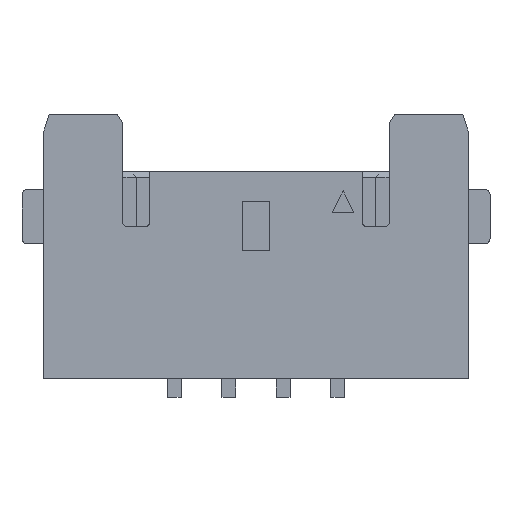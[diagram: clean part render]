
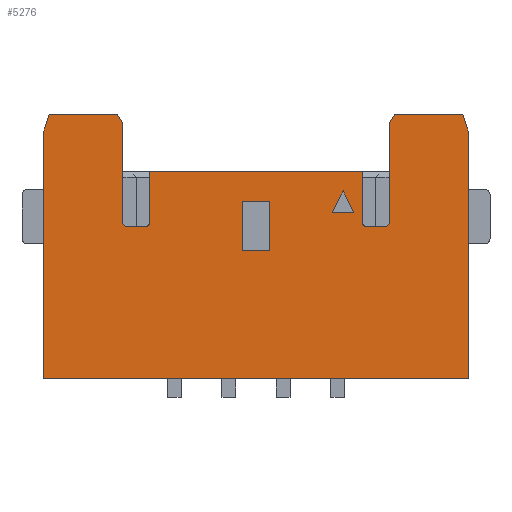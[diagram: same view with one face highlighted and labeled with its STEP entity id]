
A CAD part, top view. The second image highlights one B-rep face of the part: STEP entity #5276.
In plain terms, the highlighted planar face has unit normal (0, 0, 1).
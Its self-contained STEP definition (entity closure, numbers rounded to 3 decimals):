
#1475=CARTESIAN_POINT('',(-3.87,1.13,0.73));
#1476=DIRECTION('',(0.,0.,1.));
#1477=DIRECTION('',(-1.,0.,0.));
#1478=AXIS2_PLACEMENT_3D('',#1475,#1476,#1477);
#1480=DIRECTION('',(1.,0.,0.));
#1481=VECTOR('',#1480,0.34);
#1482=CARTESIAN_POINT('',(-3.87,1.05,0.73));
#1483=LINE('',#1482,#1481);
#1484=CARTESIAN_POINT('',(-3.53,1.13,0.73));
#1485=DIRECTION('',(0.,0.,1.));
#1486=DIRECTION('',(0.,-1.,0.));
#1487=AXIS2_PLACEMENT_3D('',#1484,#1485,#1486);
#1489=DIRECTION('',(0.,1.,0.));
#1490=VECTOR('',#1489,0.92);
#1491=CARTESIAN_POINT('',(-3.45,1.13,0.73));
#1492=LINE('',#1491,#1490);
#1493=DIRECTION('',(-1.,0.,0.));
#1494=VECTOR('',#1493,3.9);
#1495=CARTESIAN_POINT('',(0.45,2.05,0.73));
#1496=LINE('',#1495,#1494);
#1497=DIRECTION('',(0.,-1.,0.));
#1498=VECTOR('',#1497,0.92);
#1499=CARTESIAN_POINT('',(0.45,2.05,0.73));
#1500=LINE('',#1499,#1498);
#1501=CARTESIAN_POINT('',(0.53,1.13,0.73));
#1502=DIRECTION('',(0.,0.,1.));
#1503=DIRECTION('',(-1.,0.,0.));
#1504=AXIS2_PLACEMENT_3D('',#1501,#1502,#1503);
#1506=DIRECTION('',(1.,0.,0.));
#1507=VECTOR('',#1506,0.34);
#1508=CARTESIAN_POINT('',(0.53,1.05,0.73));
#1509=LINE('',#1508,#1507);
#1510=CARTESIAN_POINT('',(0.87,1.13,0.73));
#1511=DIRECTION('',(0.,0.,1.));
#1512=DIRECTION('',(0.,-1.,0.));
#1513=AXIS2_PLACEMENT_3D('',#1510,#1511,#1512);
#1515=DIRECTION('',(-0.555,-0.832,0.));
#1516=VECTOR('',#1515,0.18);
#1517=CARTESIAN_POINT('',(1.05,3.1,0.73));
#1518=LINE('',#1517,#1516);
#1519=DIRECTION('',(-1.,0.,0.));
#1520=VECTOR('',#1519,1.25);
#1521=CARTESIAN_POINT('',(2.3,3.1,0.73));
#1522=LINE('',#1521,#1520);
#1523=DIRECTION('',(-0.316,0.949,0.));
#1524=VECTOR('',#1523,0.316);
#1525=CARTESIAN_POINT('',(2.4,2.8,0.73));
#1526=LINE('',#1525,#1524);
#1527=DIRECTION('',(0.,1.,0.));
#1528=VECTOR('',#1527,4.55);
#1529=CARTESIAN_POINT('',(2.4,-1.75,0.73));
#1530=LINE('',#1529,#1528);
#1531=DIRECTION('',(1.,0.,0.));
#1532=VECTOR('',#1531,7.8);
#1533=CARTESIAN_POINT('',(-5.4,-1.75,0.73));
#1534=LINE('',#1533,#1532);
#1535=DIRECTION('',(0.,-1.,0.));
#1536=VECTOR('',#1535,4.55);
#1537=CARTESIAN_POINT('',(-5.4,2.8,0.73));
#1538=LINE('',#1537,#1536);
#1539=DIRECTION('',(-0.316,-0.949,0.));
#1540=VECTOR('',#1539,0.316);
#1541=CARTESIAN_POINT('',(-5.3,3.1,0.73));
#1542=LINE('',#1541,#1540);
#1543=DIRECTION('',(-1.,0.,0.));
#1544=VECTOR('',#1543,1.25);
#1545=CARTESIAN_POINT('',(-4.05,3.1,0.73));
#1546=LINE('',#1545,#1544);
#1547=DIRECTION('',(-0.555,0.832,0.));
#1548=VECTOR('',#1547,0.18);
#1549=CARTESIAN_POINT('',(-3.95,2.95,0.73));
#1550=LINE('',#1549,#1548);
#1551=DIRECTION('',(0.,-1.,0.));
#1552=VECTOR('',#1551,0.9);
#1553=CARTESIAN_POINT('',(-1.75,1.5,0.73));
#1554=LINE('',#1553,#1552);
#1555=DIRECTION('',(1.,0.,0.));
#1556=VECTOR('',#1555,0.5);
#1557=CARTESIAN_POINT('',(-1.75,0.6,0.73));
#1558=LINE('',#1557,#1556);
#1559=DIRECTION('',(0.,1.,0.));
#1560=VECTOR('',#1559,0.9);
#1561=CARTESIAN_POINT('',(-1.25,0.6,0.73));
#1562=LINE('',#1561,#1560);
#1563=DIRECTION('',(-1.,0.,0.));
#1564=VECTOR('',#1563,0.5);
#1565=CARTESIAN_POINT('',(-1.25,1.5,0.73));
#1566=LINE('',#1565,#1564);
#1567=DIRECTION('',(-0.447,-0.894,0.));
#1568=VECTOR('',#1567,0.447);
#1569=CARTESIAN_POINT('',(0.1,1.7,0.73));
#1570=LINE('',#1569,#1568);
#1571=DIRECTION('',(1.,0.,0.));
#1572=VECTOR('',#1571,0.4);
#1573=CARTESIAN_POINT('',(-0.1,1.3,0.73));
#1574=LINE('',#1573,#1572);
#1575=DIRECTION('',(-0.447,0.894,0.));
#1576=VECTOR('',#1575,0.447);
#1577=CARTESIAN_POINT('',(0.3,1.3,0.73));
#1578=LINE('',#1577,#1576);
#1579=DIRECTION('',(0.,1.,0.));
#1580=VECTOR('',#1579,1.82);
#1581=CARTESIAN_POINT('',(-3.95,1.13,0.73));
#1582=LINE('',#1581,#1580);
#1683=DIRECTION('',(0.,-1.,0.));
#1684=VECTOR('',#1683,1.82);
#1685=CARTESIAN_POINT('',(0.95,2.95,0.73));
#1686=LINE('',#1685,#1684);
#2601=CARTESIAN_POINT('',(-5.4,-1.75,0.73));
#2602=CARTESIAN_POINT('',(2.4,-1.75,0.73));
#2603=VERTEX_POINT('',#2601);
#2604=VERTEX_POINT('',#2602);
#2605=CARTESIAN_POINT('',(2.4,2.8,0.73));
#2606=VERTEX_POINT('',#2605);
#2607=CARTESIAN_POINT('',(2.3,3.1,0.73));
#2608=VERTEX_POINT('',#2607);
#2609=CARTESIAN_POINT('',(1.05,3.1,0.73));
#2610=VERTEX_POINT('',#2609);
#2611=CARTESIAN_POINT('',(0.95,2.95,0.73));
#2612=VERTEX_POINT('',#2611);
#2613=CARTESIAN_POINT('',(-3.95,2.95,0.73));
#2614=CARTESIAN_POINT('',(-4.05,3.1,0.73));
#2615=VERTEX_POINT('',#2613);
#2616=VERTEX_POINT('',#2614);
#2617=CARTESIAN_POINT('',(-5.3,3.1,0.73));
#2618=VERTEX_POINT('',#2617);
#2619=CARTESIAN_POINT('',(-5.4,2.8,0.73));
#2620=VERTEX_POINT('',#2619);
#2657=CARTESIAN_POINT('',(-3.87,1.05,0.73));
#2658=CARTESIAN_POINT('',(-3.53,1.05,0.73));
#2659=VERTEX_POINT('',#2657);
#2660=VERTEX_POINT('',#2658);
#2661=CARTESIAN_POINT('',(-3.45,1.13,0.73));
#2662=CARTESIAN_POINT('',(-3.45,2.05,0.73));
#2663=VERTEX_POINT('',#2661);
#2664=VERTEX_POINT('',#2662);
#2665=CARTESIAN_POINT('',(-1.75,1.5,0.73));
#2666=CARTESIAN_POINT('',(-1.75,0.6,0.73));
#2667=VERTEX_POINT('',#2665);
#2668=VERTEX_POINT('',#2666);
#2669=CARTESIAN_POINT('',(-1.25,0.6,0.73));
#2670=VERTEX_POINT('',#2669);
#2671=CARTESIAN_POINT('',(-1.25,1.5,0.73));
#2672=VERTEX_POINT('',#2671);
#2685=CARTESIAN_POINT('',(0.45,2.05,0.73));
#2686=VERTEX_POINT('',#2685);
#2691=CARTESIAN_POINT('',(-3.95,1.13,0.73));
#2692=VERTEX_POINT('',#2691);
#2693=CARTESIAN_POINT('',(0.45,1.13,0.73));
#2694=VERTEX_POINT('',#2693);
#2695=CARTESIAN_POINT('',(0.53,1.05,0.73));
#2696=VERTEX_POINT('',#2695);
#2697=CARTESIAN_POINT('',(0.87,1.05,0.73));
#2698=VERTEX_POINT('',#2697);
#2699=CARTESIAN_POINT('',(0.95,1.13,0.73));
#2700=VERTEX_POINT('',#2699);
#2861=CARTESIAN_POINT('',(0.1,1.7,0.73));
#2862=CARTESIAN_POINT('',(-0.1,1.3,0.73));
#2863=VERTEX_POINT('',#2861);
#2864=VERTEX_POINT('',#2862);
#2865=CARTESIAN_POINT('',(0.3,1.3,0.73));
#2866=VERTEX_POINT('',#2865);
#5215=CARTESIAN_POINT('',(0.,0.,0.73));
#5216=DIRECTION('',(0.,0.,1.));
#5217=DIRECTION('',(1.,0.,0.));
#5218=AXIS2_PLACEMENT_3D('',#5215,#5216,#5217);
#5219=PLANE('',#5218);
#5221=ORIENTED_EDGE('',*,*,#5220,.F.);
#5223=ORIENTED_EDGE('',*,*,#5222,.T.);
#5225=ORIENTED_EDGE('',*,*,#5224,.T.);
#5227=ORIENTED_EDGE('',*,*,#5226,.T.);
#5228=ORIENTED_EDGE('',*,*,#5206,.T.);
#5229=ORIENTED_EDGE('',*,*,#5158,.F.);
#5231=ORIENTED_EDGE('',*,*,#5230,.T.);
#5233=ORIENTED_EDGE('',*,*,#5232,.T.);
#5235=ORIENTED_EDGE('',*,*,#5234,.T.);
#5237=ORIENTED_EDGE('',*,*,#5236,.T.);
#5239=ORIENTED_EDGE('',*,*,#5238,.F.);
#5241=ORIENTED_EDGE('',*,*,#5240,.F.);
#5243=ORIENTED_EDGE('',*,*,#5242,.F.);
#5245=ORIENTED_EDGE('',*,*,#5244,.F.);
#5247=ORIENTED_EDGE('',*,*,#5246,.F.);
#5248=ORIENTED_EDGE('',*,*,#3557,.F.);
#5249=ORIENTED_EDGE('',*,*,#3599,.F.);
#5251=ORIENTED_EDGE('',*,*,#5250,.F.);
#5253=ORIENTED_EDGE('',*,*,#5252,.F.);
#5255=ORIENTED_EDGE('',*,*,#5254,.F.);
#5256=EDGE_LOOP('',(#5221,#5223,#5225,#5227,#5228,#5229,#5231,#5233,#5235,#5237,
#5239,#5241,#5243,#5245,#5247,#5248,#5249,#5251,#5253,#5255));
#5257=FACE_OUTER_BOUND('',#5256,.F.);
#5259=ORIENTED_EDGE('',*,*,#5258,.T.);
#5261=ORIENTED_EDGE('',*,*,#5260,.T.);
#5263=ORIENTED_EDGE('',*,*,#5262,.T.);
#5265=ORIENTED_EDGE('',*,*,#5264,.T.);
#5266=EDGE_LOOP('',(#5259,#5261,#5263,#5265));
#5267=FACE_BOUND('',#5266,.F.);
#5269=ORIENTED_EDGE('',*,*,#5268,.T.);
#5271=ORIENTED_EDGE('',*,*,#5270,.T.);
#5273=ORIENTED_EDGE('',*,*,#5272,.T.);
#5274=EDGE_LOOP('',(#5269,#5271,#5273));
#5275=FACE_BOUND('',#5274,.F.);
#5276=ADVANCED_FACE('',(#5257,#5267,#5275),#5219,.T.);
#1479=CIRCLE('',#1478,0.08);
#1488=CIRCLE('',#1487,0.08);
#1505=CIRCLE('',#1504,0.08);
#1514=CIRCLE('',#1513,0.08);
#3557=EDGE_CURVE('',#2603,#2604,#1534,.T.);
#3599=EDGE_CURVE('',#2620,#2603,#1538,.T.);
#5158=EDGE_CURVE('',#2686,#2664,#1496,.T.);
#5206=EDGE_CURVE('',#2663,#2664,#1492,.T.);
#5220=EDGE_CURVE('',#2692,#2615,#1582,.T.);
#5222=EDGE_CURVE('',#2692,#2659,#1479,.T.);
#5224=EDGE_CURVE('',#2659,#2660,#1483,.T.);
#5226=EDGE_CURVE('',#2660,#2663,#1488,.T.);
#5230=EDGE_CURVE('',#2686,#2694,#1500,.T.);
#5232=EDGE_CURVE('',#2694,#2696,#1505,.T.);
#5234=EDGE_CURVE('',#2696,#2698,#1509,.T.);
#5236=EDGE_CURVE('',#2698,#2700,#1514,.T.);
#5238=EDGE_CURVE('',#2612,#2700,#1686,.T.);
#5240=EDGE_CURVE('',#2610,#2612,#1518,.T.);
#5242=EDGE_CURVE('',#2608,#2610,#1522,.T.);
#5244=EDGE_CURVE('',#2606,#2608,#1526,.T.);
#5246=EDGE_CURVE('',#2604,#2606,#1530,.T.);
#5250=EDGE_CURVE('',#2618,#2620,#1542,.T.);
#5252=EDGE_CURVE('',#2616,#2618,#1546,.T.);
#5254=EDGE_CURVE('',#2615,#2616,#1550,.T.);
#5258=EDGE_CURVE('',#2667,#2668,#1554,.T.);
#5260=EDGE_CURVE('',#2668,#2670,#1558,.T.);
#5262=EDGE_CURVE('',#2670,#2672,#1562,.T.);
#5264=EDGE_CURVE('',#2672,#2667,#1566,.T.);
#5268=EDGE_CURVE('',#2863,#2864,#1570,.T.);
#5270=EDGE_CURVE('',#2864,#2866,#1574,.T.);
#5272=EDGE_CURVE('',#2866,#2863,#1578,.T.);
